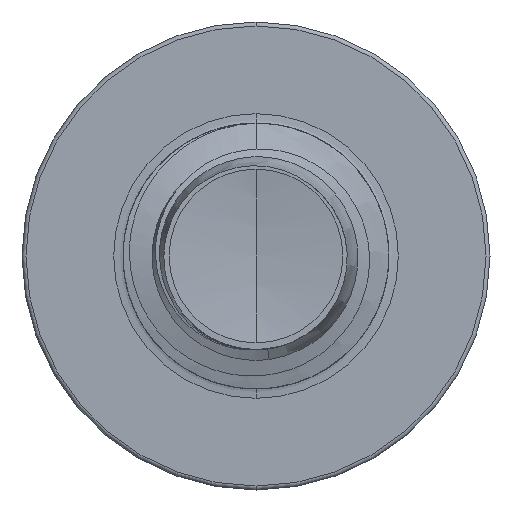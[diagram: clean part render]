
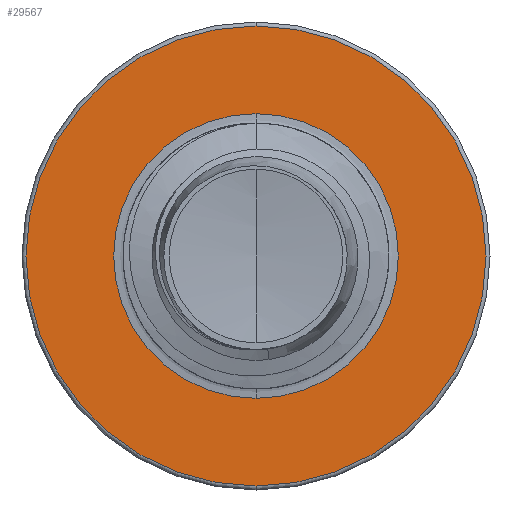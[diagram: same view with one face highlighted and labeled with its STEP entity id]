
A CAD part, front view. The second image highlights one B-rep face of the part: STEP entity #29567.
In plain terms, the highlighted planar face has unit normal (0, -1, 0).
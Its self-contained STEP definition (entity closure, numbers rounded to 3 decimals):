
#175 = EDGE_CURVE ( 'NONE', #13715, #2910, #741, .T. ) ;
#741 = CIRCLE ( 'NONE', #30778, 2.677 ) ;
#1162 = EDGE_LOOP ( 'NONE', ( #5283, #29025 ) ) ;
#2629 = EDGE_CURVE ( 'NONE', #19971, #3779, #38330, .T. ) ;
#2741 = AXIS2_PLACEMENT_3D ( 'NONE', #21340, #3297, #24284 ) ;
#2910 = VERTEX_POINT ( 'NONE', #30221 ) ;
#3297 = DIRECTION ( 'NONE',  ( 0., 1., 0. ) ) ;
#3779 = VERTEX_POINT ( 'NONE', #24085 ) ;
#4764 = CARTESIAN_POINT ( 'NONE',  ( 0., 22.5, 0. ) ) ;
#4925 = ORIENTED_EDGE ( 'NONE', *, *, #21955, .F. ) ;
#4986 = CARTESIAN_POINT ( 'NONE',  ( 0., 22.5, -4.325 ) ) ;
#5283 = ORIENTED_EDGE ( 'NONE', *, *, #5470, .T. ) ;
#5470 = EDGE_CURVE ( 'NONE', #2910, #13715, #17102, .T. ) ;
#6066 = CIRCLE ( 'NONE', #2741, 4.325 ) ;
#7998 = AXIS2_PLACEMENT_3D ( 'NONE', #32081, #38089, #20245 ) ;
#10220 = DIRECTION ( 'NONE',  ( 0., 1., 0. ) ) ;
#10719 = CARTESIAN_POINT ( 'NONE',  ( 0., 22.5, -2.677 ) ) ;
#12628 = CARTESIAN_POINT ( 'NONE',  ( 0., 22.5, 0. ) ) ;
#13715 = VERTEX_POINT ( 'NONE', #10719 ) ;
#14175 = PLANE ( 'NONE',  #7998 ) ;
#15399 = AXIS2_PLACEMENT_3D ( 'NONE', #34616, #34318, #34286 ) ;
#15648 = DIRECTION ( 'NONE',  ( 0., 0., 1. ) ) ;
#15908 = AXIS2_PLACEMENT_3D ( 'NONE', #12628, #33414, #15648 ) ;
#17102 = CIRCLE ( 'NONE', #15908, 2.677 ) ;
#19559 = ORIENTED_EDGE ( 'NONE', *, *, #2629, .F. ) ;
#19971 = VERTEX_POINT ( 'NONE', #4986 ) ;
#20245 = DIRECTION ( 'NONE',  ( 0., 0., 1. ) ) ;
#21340 = CARTESIAN_POINT ( 'NONE',  ( 0., 22.5, 0. ) ) ;
#21955 = EDGE_CURVE ( 'NONE', #3779, #19971, #6066, .T. ) ;
#22462 = FACE_BOUND ( 'NONE', #1162, .T. ) ;
#22667 = DIRECTION ( 'NONE',  ( 0., 0., 1. ) ) ;
#24085 = CARTESIAN_POINT ( 'NONE',  ( 0., 22.5, 4.325 ) ) ;
#24284 = DIRECTION ( 'NONE',  ( 0., 0., 1. ) ) ;
#29025 = ORIENTED_EDGE ( 'NONE', *, *, #175, .T. ) ;
#29425 = FACE_OUTER_BOUND ( 'NONE', #31300, .T. ) ;
#29567 = ADVANCED_FACE ( 'NONE', ( #29425, #22462 ), #14175, .F. ) ;
#30221 = CARTESIAN_POINT ( 'NONE',  ( 0., 22.5, 2.677 ) ) ;
#30778 = AXIS2_PLACEMENT_3D ( 'NONE', #4764, #10220, #22667 ) ;
#31300 = EDGE_LOOP ( 'NONE', ( #4925, #19559 ) ) ;
#32081 = CARTESIAN_POINT ( 'NONE',  ( 0., 22.5, -2.677 ) ) ;
#33414 = DIRECTION ( 'NONE',  ( 0., 1., 0. ) ) ;
#34286 = DIRECTION ( 'NONE',  ( 0., 0., 1. ) ) ;
#34318 = DIRECTION ( 'NONE',  ( 0., 1., 0. ) ) ;
#34616 = CARTESIAN_POINT ( 'NONE',  ( 0., 22.5, 0. ) ) ;
#38089 = DIRECTION ( 'NONE',  ( 0., 1., 0. ) ) ;
#38330 = CIRCLE ( 'NONE', #15399, 4.325 ) ;
